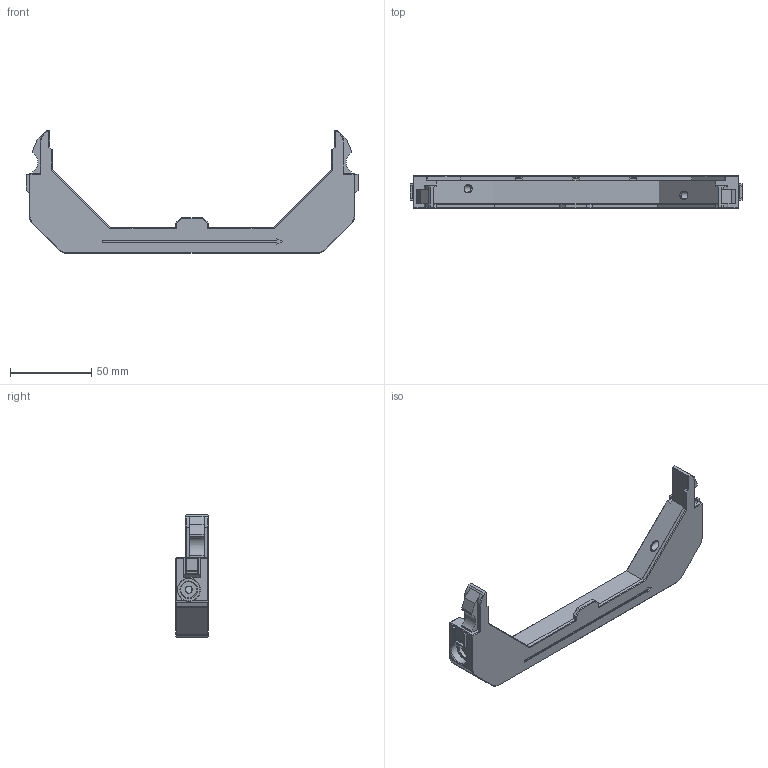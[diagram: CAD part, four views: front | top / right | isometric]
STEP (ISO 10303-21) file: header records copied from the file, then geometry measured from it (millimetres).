
FILE_DESCRIPTION(/* description */ (''),/* implementation_level */ '2;1');
FILE_NAME(/* name */ '[a] 10mm Buffer Top Magnets Recessed.step',/* time_stamp */ '2023-11-13T20:15:36-06:00',/* author */ (''),/* organization */ (''),/* preprocessor_version */ 'ST-DEVELOPER v20',/* originating_system */ 'Autodesk Translation Framework v12.14.0.127',/* authorisation */ '');
FILE_SCHEMA (('AUTOMOTIVE_DESIGN { 1 0 10303 214 3 1 1 }'));
Length unit declared in the file: millimetre
Products named in the file (2): (Unsaved); Buffer Top 10mm Magnet Recessed
Assembly tree (1 placements, depth 2):
  (Unsaved)
    Buffer Top 10mm Magnet Recessed
Bounding box: 204 x 20 x 75.4 mm (x, y, z)
Volume: 89645.4 mm3; surface area: 23959.4 mm2
Topology: 1 solids, 1 shells, 253 faces, 634 edges, 390 vertices
Faces by surface type: plane 225, cylinder 18, cone 8, bspline 2
Full cylindrical faces by diameter (mm): 2.9 x4, 4.4 x1, 10 x2, 13.5 x2
Entity records: 7562 total; most frequent: CARTESIAN_POINT 1479, ORIENTED_EDGE 1268, DIRECTION 1178, EDGE_CURVE 634, LINE 576, VECTOR 576, VERTEX_POINT 390, AXIS2_PLACEMENT_3D 301
